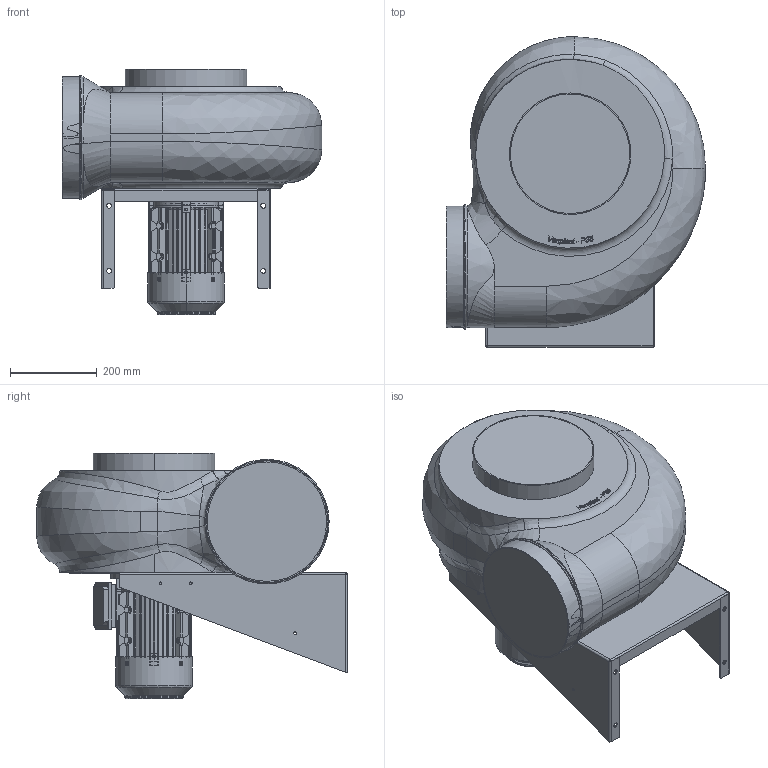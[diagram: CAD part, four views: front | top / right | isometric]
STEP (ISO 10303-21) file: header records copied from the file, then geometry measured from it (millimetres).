
FILE_DESCRIPTION (( 'STEP AP203' ), '1' );
FILE_NAME ('PR-AC 350 LG270.STEP', '2022-07-22T13:32:17', ( '' ), ( '' ), 'SwSTEP 2.0', 'SolidWorks 2022', '' );
FILE_SCHEMA (( 'CONFIG_CONTROL_DESIGN' ));
Products named in the file (5): P35LG-270.STEP; Staffa P35_Lamiera.STEP; TA90L B5.STEP; Coclea P35LG.STEP; PR-AC 350 LG270
Assembly tree (4 placements, depth 3):
  PR-AC 350 LG270
    P35LG-270.STEP
      Coclea P35LG.STEP
      Staffa P35_Lamiera.STEP
      TA90L B5.STEP
Bounding box: 597 x 715 x 564.42 mm (x, y, z)
Volume: 76101504.6 mm3; surface area: 2487425.2 mm2
Topology: 35 solids, 35 shells, 3283 faces, 8596 edges, 5402 vertices
Faces by surface type: plane 1635, cylinder 891, bspline 491, cone 260, torus 6
Entity records: 130895 total; most frequent: CARTESIAN_POINT 54176, ORIENTED_EDGE 17016, DIRECTION 14288, EDGE_CURVE 8508, VERTEX_POINT 5402, AXIS2_PLACEMENT_3D 4860, VECTOR 4568, LINE 4568
